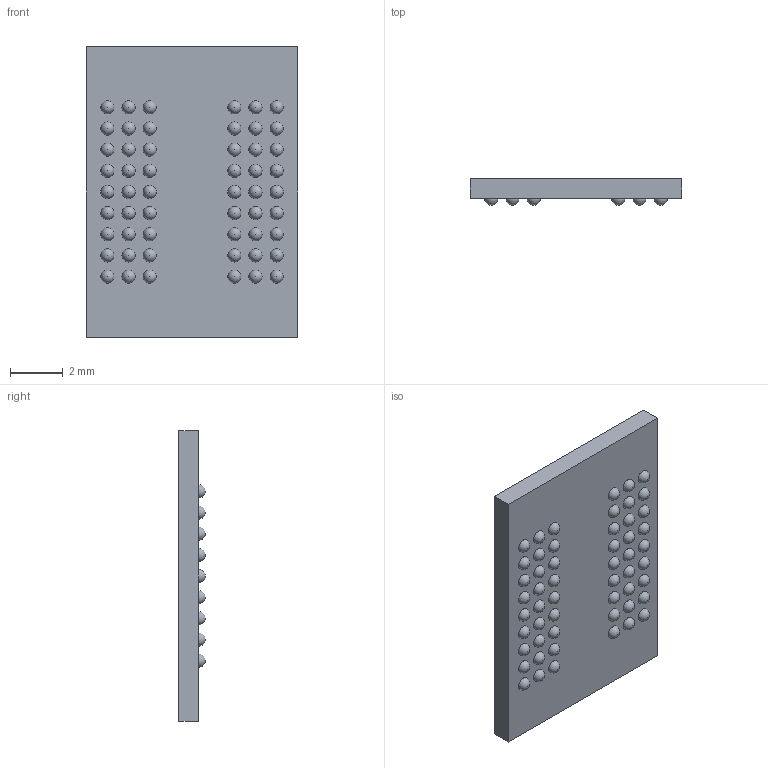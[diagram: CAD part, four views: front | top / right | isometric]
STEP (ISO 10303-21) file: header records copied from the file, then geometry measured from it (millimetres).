
FILE_DESCRIPTION(/* description */ (''),/* implementation_level */ '2;1');
FILE_NAME(/* name */ '',/* time_stamp */ '',/* author */ (''),/* organization */ (''),/* preprocessor_version */ '',/* originating_system */ '',/* authorisation */ '');
FILE_SCHEMA (('AUTOMOTIVE_DESIGN { 1 0 10303 214 3 1 1 }'));
Length unit declared in the file: millimetre
Products named in the file (1): Samsung K4M56163PG
Bounding box: 8 x 1 x 11 mm (x, y, z)
Volume: 67.8 mm3; surface area: 215.2 mm2
Topology: 1 solids, 1 shells, 523 faces, 1488 edges, 1010 vertices
Faces by surface type: plane 286, bspline 182, sphere 54, cylinder 1
Full cylindrical faces by diameter (mm): 0.5 x1
Entity records: 17118 total; most frequent: CARTESIAN_POINT 5073, ORIENTED_EDGE 2650, DIRECTION 1701, EDGE_CURVE 1325, LINE 905, VECTOR 905, VERTEX_POINT 902, EDGE_LOOP 621
